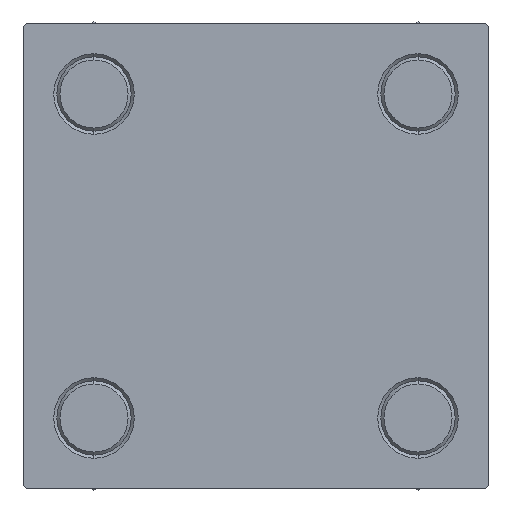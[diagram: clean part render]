
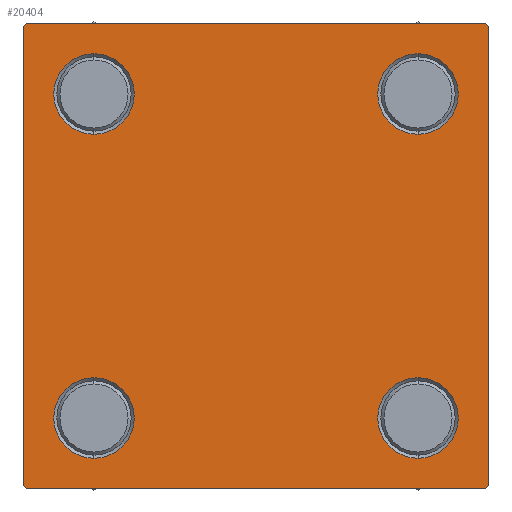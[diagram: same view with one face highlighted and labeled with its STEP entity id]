
A CAD part, left-side view. The second image highlights one B-rep face of the part: STEP entity #20404.
In plain terms, the highlighted planar face has unit normal (-1, 0, 0).
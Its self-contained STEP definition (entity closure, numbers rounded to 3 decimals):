
#158 = CARTESIAN_POINT ( 'NONE',  ( 0., 37., -37.5 ) ) ;
#450 = CARTESIAN_POINT ( 'NONE',  ( 0., 26.15, -26.15 ) ) ;
#605 = CARTESIAN_POINT ( 'NONE',  ( 0., 0., 0. ) ) ;
#865 = VERTEX_POINT ( 'NONE', #39310 ) ;
#1032 = CARTESIAN_POINT ( 'NONE',  ( 0., -26.15, -26.15 ) ) ;
#1174 = DIRECTION ( 'NONE',  ( 1., 0., 0. ) ) ;
#1260 = AXIS2_PLACEMENT_3D ( 'NONE', #10740, #41015, #7205 ) ;
#1667 = VERTEX_POINT ( 'NONE', #7275 ) ;
#1833 = VERTEX_POINT ( 'NONE', #31458 ) ;
#2325 = CARTESIAN_POINT ( 'NONE',  ( 0., -26.15, -26.15 ) ) ;
#3020 = CARTESIAN_POINT ( 'NONE',  ( 0., -37.5, -37. ) ) ;
#3116 = ORIENTED_EDGE ( 'NONE', *, *, #22393, .T. ) ;
#3353 = CARTESIAN_POINT ( 'NONE',  ( 0., 37., 37.5 ) ) ;
#3405 = VECTOR ( 'NONE', #32175, 1000. ) ;
#3825 = EDGE_CURVE ( 'NONE', #44922, #18809, #17547, .T. ) ;
#3840 = LINE ( 'NONE', #26563, #24862 ) ;
#3846 = AXIS2_PLACEMENT_3D ( 'NONE', #28474, #9304, #5513 ) ;
#3886 = CARTESIAN_POINT ( 'NONE',  ( 0., 37.5, 37.5 ) ) ;
#4141 = FACE_BOUND ( 'NONE', #11767, .T. ) ;
#4276 = ORIENTED_EDGE ( 'NONE', *, *, #30477, .T. ) ;
#4562 = CARTESIAN_POINT ( 'NONE',  ( 0., -37., -37.5 ) ) ;
#5069 = VERTEX_POINT ( 'NONE', #8853 ) ;
#5513 = DIRECTION ( 'NONE',  ( 0., 0., 1. ) ) ;
#5600 = DIRECTION ( 'NONE',  ( 0., 0., 1. ) ) ;
#6347 = VECTOR ( 'NONE', #41513, 1000. ) ;
#6613 = AXIS2_PLACEMENT_3D ( 'NONE', #33801, #41113, #10113 ) ;
#6990 = CIRCLE ( 'NONE', #33565, 6.5 ) ;
#7205 = DIRECTION ( 'NONE',  ( 0., 0., 1. ) ) ;
#7275 = CARTESIAN_POINT ( 'NONE',  ( 0., -26.15, -19.65 ) ) ;
#7303 = EDGE_CURVE ( 'NONE', #48141, #41149, #42197, .T. ) ;
#8418 = EDGE_CURVE ( 'NONE', #40598, #5069, #28947, .T. ) ;
#8755 = CARTESIAN_POINT ( 'NONE',  ( 0., 26.15, -26.15 ) ) ;
#8853 = CARTESIAN_POINT ( 'NONE',  ( 0., -37., 37.5 ) ) ;
#9179 = AXIS2_PLACEMENT_3D ( 'NONE', #450, #18886, #35013 ) ;
#9304 = DIRECTION ( 'NONE',  ( 1., 0., 0. ) ) ;
#10032 = CARTESIAN_POINT ( 'NONE',  ( 0., 37.5, 37.5 ) ) ;
#10059 = LINE ( 'NONE', #40076, #48196 ) ;
#10113 = DIRECTION ( 'NONE',  ( 0., 0., 1. ) ) ;
#10740 = CARTESIAN_POINT ( 'NONE',  ( 0., -26.15, 26.15 ) ) ;
#10742 = CARTESIAN_POINT ( 'NONE',  ( 0., -37.25, 37.25 ) ) ;
#11361 = AXIS2_PLACEMENT_3D ( 'NONE', #2325, #40160, #5600 ) ;
#11419 = LINE ( 'NONE', #34386, #13792 ) ;
#11767 = EDGE_LOOP ( 'NONE', ( #20048, #14974 ) ) ;
#12213 = DIRECTION ( 'NONE',  ( 0., 0., 1. ) ) ;
#12622 = DIRECTION ( 'NONE',  ( 0., -0.707, 0.707 ) ) ;
#13122 = LINE ( 'NONE', #24224, #23848 ) ;
#13206 = ORIENTED_EDGE ( 'NONE', *, *, #26349, .T. ) ;
#13256 = VECTOR ( 'NONE', #32740, 1000. ) ;
#13792 = VECTOR ( 'NONE', #29852, 1000. ) ;
#14022 = EDGE_LOOP ( 'NONE', ( #47166, #15819 ) ) ;
#14756 = ORIENTED_EDGE ( 'NONE', *, *, #33069, .T. ) ;
#14974 = ORIENTED_EDGE ( 'NONE', *, *, #24439, .T. ) ;
#15819 = ORIENTED_EDGE ( 'NONE', *, *, #39629, .T. ) ;
#16186 = CARTESIAN_POINT ( 'NONE',  ( 0., 26.15, 19.65 ) ) ;
#16258 = CIRCLE ( 'NONE', #46902, 6.5 ) ;
#17034 = CARTESIAN_POINT ( 'NONE',  ( 0., 37.5, -37.5 ) ) ;
#17547 = LINE ( 'NONE', #17034, #3405 ) ;
#18782 = LINE ( 'NONE', #3886, #48157 ) ;
#18809 = VERTEX_POINT ( 'NONE', #4562 ) ;
#18886 = DIRECTION ( 'NONE',  ( 1., 0., 0. ) ) ;
#20048 = ORIENTED_EDGE ( 'NONE', *, *, #42518, .T. ) ;
#20404 = ADVANCED_FACE ( 'NONE', ( #43242, #24067, #38705, #4141, #34428 ), #35167, .T. ) ;
#21242 = ORIENTED_EDGE ( 'NONE', *, *, #29576, .F. ) ;
#21598 = ORIENTED_EDGE ( 'NONE', *, *, #39369, .T. ) ;
#22393 = EDGE_CURVE ( 'NONE', #32381, #33815, #45560, .T. ) ;
#22668 = DIRECTION ( 'NONE',  ( 1., 0., 0. ) ) ;
#23172 = CARTESIAN_POINT ( 'NONE',  ( 0., 26.15, 26.15 ) ) ;
#23338 = AXIS2_PLACEMENT_3D ( 'NONE', #8755, #1174, #24142 ) ;
#23506 = VERTEX_POINT ( 'NONE', #30841 ) ;
#23848 = VECTOR ( 'NONE', #12622, 1000. ) ;
#24067 = FACE_BOUND ( 'NONE', #14022, .T. ) ;
#24094 = EDGE_CURVE ( 'NONE', #18809, #44358, #13122, .T. ) ;
#24142 = DIRECTION ( 'NONE',  ( 0., 0., 1. ) ) ;
#24224 = CARTESIAN_POINT ( 'NONE',  ( 0., -37.25, -37.25 ) ) ;
#24439 = EDGE_CURVE ( 'NONE', #28481, #865, #6990, .T. ) ;
#24862 = VECTOR ( 'NONE', #30823, 1000. ) ;
#25012 = CARTESIAN_POINT ( 'NONE',  ( 0., -26.15, 32.65 ) ) ;
#25949 = ORIENTED_EDGE ( 'NONE', *, *, #28161, .T. ) ;
#26349 = EDGE_CURVE ( 'NONE', #37845, #43994, #18782, .T. ) ;
#26563 = CARTESIAN_POINT ( 'NONE',  ( 0., -37.5, 37.5 ) ) ;
#26986 = AXIS2_PLACEMENT_3D ( 'NONE', #605, #46529, #12213 ) ;
#27344 = CARTESIAN_POINT ( 'NONE',  ( 0., 37.5, -37. ) ) ;
#27614 = EDGE_LOOP ( 'NONE', ( #3116, #29605 ) ) ;
#28161 = EDGE_CURVE ( 'NONE', #43994, #44922, #10059, .T. ) ;
#28187 = EDGE_CURVE ( 'NONE', #33815, #32381, #43328, .T. ) ;
#28359 = CIRCLE ( 'NONE', #6613, 6.5 ) ;
#28474 = CARTESIAN_POINT ( 'NONE',  ( 0., -26.15, 26.15 ) ) ;
#28481 = VERTEX_POINT ( 'NONE', #16186 ) ;
#28947 = LINE ( 'NONE', #10032, #13256 ) ;
#29576 = EDGE_CURVE ( 'NONE', #1833, #44358, #3840, .T. ) ;
#29605 = ORIENTED_EDGE ( 'NONE', *, *, #28187, .T. ) ;
#29852 = DIRECTION ( 'NONE',  ( 0., 0.707, -0.707 ) ) ;
#30477 = EDGE_CURVE ( 'NONE', #1833, #5069, #31084, .T. ) ;
#30823 = DIRECTION ( 'NONE',  ( 0., 0., -1. ) ) ;
#30841 = CARTESIAN_POINT ( 'NONE',  ( 0., -26.15, -32.65 ) ) ;
#31084 = LINE ( 'NONE', #10742, #6347 ) ;
#31458 = CARTESIAN_POINT ( 'NONE',  ( 0., -37.5, 37. ) ) ;
#31549 = DIRECTION ( 'NONE',  ( 1., 0., 0. ) ) ;
#31581 = ORIENTED_EDGE ( 'NONE', *, *, #24094, .T. ) ;
#32175 = DIRECTION ( 'NONE',  ( 0., -1., 0. ) ) ;
#32381 = VERTEX_POINT ( 'NONE', #25012 ) ;
#32740 = DIRECTION ( 'NONE',  ( 0., -1., 0. ) ) ;
#33069 = EDGE_CURVE ( 'NONE', #41149, #48141, #45081, .T. ) ;
#33565 = AXIS2_PLACEMENT_3D ( 'NONE', #23172, #22668, #38546 ) ;
#33801 = CARTESIAN_POINT ( 'NONE',  ( 0., 26.15, 26.15 ) ) ;
#33815 = VERTEX_POINT ( 'NONE', #45558 ) ;
#34386 = CARTESIAN_POINT ( 'NONE',  ( 0., 37.25, 37.25 ) ) ;
#34428 = FACE_OUTER_BOUND ( 'NONE', #39417, .T. ) ;
#34734 = CARTESIAN_POINT ( 'NONE',  ( 0., 37.5, 37. ) ) ;
#35013 = DIRECTION ( 'NONE',  ( 0., 0., 1. ) ) ;
#35167 = PLANE ( 'NONE',  #26986 ) ;
#35296 = ORIENTED_EDGE ( 'NONE', *, *, #8418, .F. ) ;
#36282 = DIRECTION ( 'NONE',  ( 0., -0.707, -0.707 ) ) ;
#37845 = VERTEX_POINT ( 'NONE', #34734 ) ;
#37948 = EDGE_LOOP ( 'NONE', ( #44634, #14756 ) ) ;
#38507 = CARTESIAN_POINT ( 'NONE',  ( 0., 26.15, -19.65 ) ) ;
#38546 = DIRECTION ( 'NONE',  ( 0., 0., 1. ) ) ;
#38705 = FACE_BOUND ( 'NONE', #37948, .T. ) ;
#39310 = CARTESIAN_POINT ( 'NONE',  ( 0., 26.15, 32.65 ) ) ;
#39369 = EDGE_CURVE ( 'NONE', #40598, #37845, #11419, .T. ) ;
#39417 = EDGE_LOOP ( 'NONE', ( #13206, #25949, #47114, #31581, #21242, #4276, #35296, #21598 ) ) ;
#39629 = EDGE_CURVE ( 'NONE', #23506, #1667, #45186, .T. ) ;
#40076 = CARTESIAN_POINT ( 'NONE',  ( 0., 37.25, -37.25 ) ) ;
#40160 = DIRECTION ( 'NONE',  ( 1., 0., 0. ) ) ;
#40598 = VERTEX_POINT ( 'NONE', #3353 ) ;
#41015 = DIRECTION ( 'NONE',  ( 1., 0., 0. ) ) ;
#41113 = DIRECTION ( 'NONE',  ( 1., 0., 0. ) ) ;
#41149 = VERTEX_POINT ( 'NONE', #49546 ) ;
#41513 = DIRECTION ( 'NONE',  ( 0., 0.707, 0.707 ) ) ;
#42197 = CIRCLE ( 'NONE', #9179, 6.5 ) ;
#42518 = EDGE_CURVE ( 'NONE', #865, #28481, #28359, .T. ) ;
#43242 = FACE_BOUND ( 'NONE', #27614, .T. ) ;
#43328 = CIRCLE ( 'NONE', #3846, 6.5 ) ;
#43422 = DIRECTION ( 'NONE',  ( 0., 0., 1. ) ) ;
#43994 = VERTEX_POINT ( 'NONE', #27344 ) ;
#44358 = VERTEX_POINT ( 'NONE', #3020 ) ;
#44634 = ORIENTED_EDGE ( 'NONE', *, *, #7303, .T. ) ;
#44922 = VERTEX_POINT ( 'NONE', #158 ) ;
#45081 = CIRCLE ( 'NONE', #23338, 6.5 ) ;
#45160 = EDGE_CURVE ( 'NONE', #1667, #23506, #16258, .T. ) ;
#45186 = CIRCLE ( 'NONE', #11361, 6.5 ) ;
#45558 = CARTESIAN_POINT ( 'NONE',  ( 0., -26.15, 19.65 ) ) ;
#45560 = CIRCLE ( 'NONE', #1260, 6.5 ) ;
#46529 = DIRECTION ( 'NONE',  ( -1., 0., 0. ) ) ;
#46902 = AXIS2_PLACEMENT_3D ( 'NONE', #1032, #31549, #43422 ) ;
#47114 = ORIENTED_EDGE ( 'NONE', *, *, #3825, .T. ) ;
#47166 = ORIENTED_EDGE ( 'NONE', *, *, #45160, .T. ) ;
#48141 = VERTEX_POINT ( 'NONE', #38507 ) ;
#48157 = VECTOR ( 'NONE', #49561, 1000. ) ;
#48196 = VECTOR ( 'NONE', #36282, 1000. ) ;
#49546 = CARTESIAN_POINT ( 'NONE',  ( 0., 26.15, -32.65 ) ) ;
#49561 = DIRECTION ( 'NONE',  ( 0., 0., -1. ) ) ;
